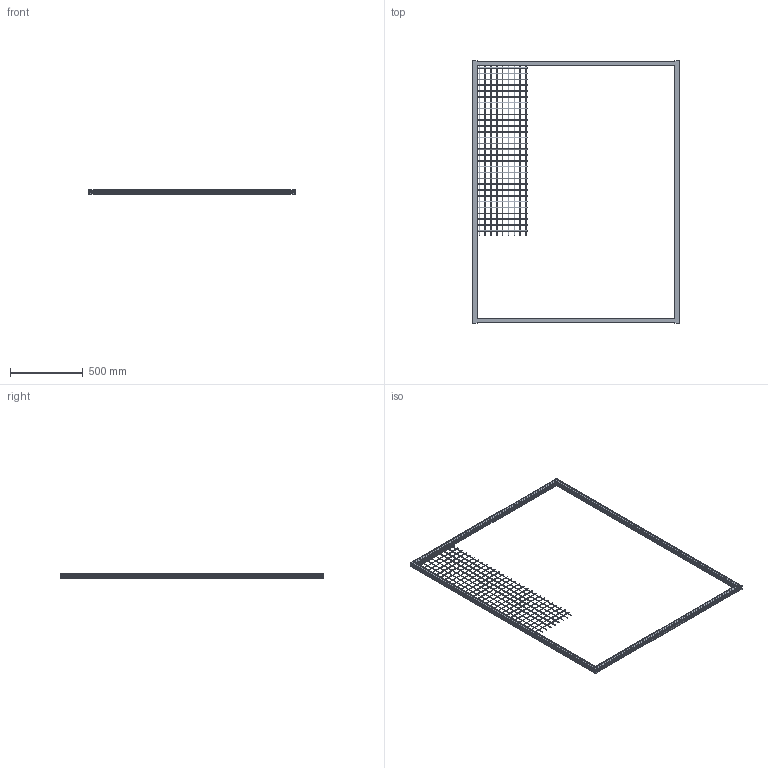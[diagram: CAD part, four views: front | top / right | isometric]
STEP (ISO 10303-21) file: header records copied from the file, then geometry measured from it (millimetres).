
FILE_DESCRIPTION(('STEP AP214'),'1');
FILE_NAME('cctmp_1EF514CD-D938-4097-A389-D3BC9135B879_2023_02_14_09_40_33_0415_14188..stp','2023-02-14T08:40:33',('Bosch Rexroth AG'),('CADClick - www.CADClick.com'),'Spatial InterOp 3D',' ','unknown authorization - (Healing Option Enabled)');
FILE_SCHEMA(('AUTOMOTIVE_DESIGN'));
Length unit declared in the file: millimetre
Products named in the file (2): 2023_02_14_09_40_33_0415
Bounding box: 1420 x 1806 x 30 mm (x, y, z)
Volume: 2588587 mm3; surface area: 2248467.7 mm2
Topology: 2 solids, 6 shells, 441 faces, 1080 edges, 680 vertices
Faces by surface type: plane 289, cylinder 152
Entity records: 16505 total; most frequent: DIRECTION 2318, CARTESIAN_POINT 2203, ORIENTED_EDGE 2160, EDGE_CURVE 1080, AXIS2_PLACEMENT_3D 795, LINE 728, VECTOR 728, VERTEX_POINT 680
